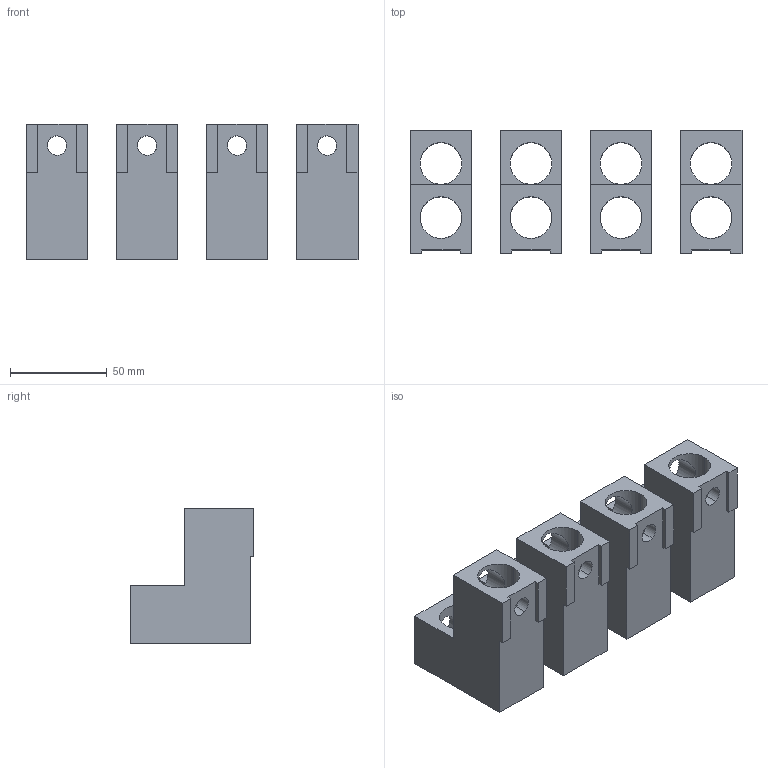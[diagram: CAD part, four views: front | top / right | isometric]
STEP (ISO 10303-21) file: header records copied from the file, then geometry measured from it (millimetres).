
FILE_DESCRIPTION(('CATIA V5 STEP Exchange'),'2;1');
FILE_NAME('1SDH001294R0159_1PA_001_00_A3_4p_FCCuAl_2x240mmq_inf.stp','2014-12-04T15:44:20+00:00',('none'),('none'),'CATIA Version 5 Release 20 SP 1 (IN-10)','CATIA V5 STEP AP214','none');
FILE_SCHEMA(('AUTOMOTIVE_DESIGN { 1 0 10303 214 1 1 1 1 }'));
Length unit declared in the file: millimetre
Products named in the file (1): 1SDH001294R0159_1PA_001_00_A3_4p_FCCuAl_2x240mmq_inf
Bounding box: 171.5 x 64 x 70 mm (x, y, z)
Volume: 249804.1 mm3; surface area: 81403.5 mm2
Topology: 4 solids, 4 shells, 96 faces, 272 edges, 180 vertices
Faces by surface type: plane 56, cylinder 40
Entity records: 3447 total; most frequent: CARTESIAN_POINT 1086, ORIENTED_EDGE 544, DIRECTION 338, EDGE_CURVE 272, VECTOR 188, LINE 188, VERTEX_POINT 180, EDGE_LOOP 132
